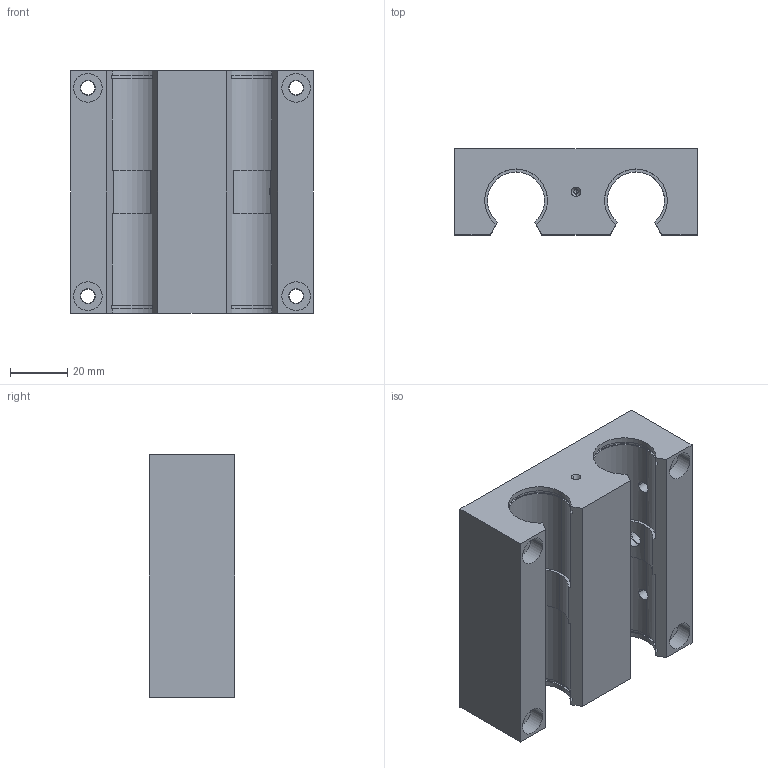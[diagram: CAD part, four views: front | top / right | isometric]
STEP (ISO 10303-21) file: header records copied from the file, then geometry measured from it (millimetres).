
FILE_DESCRIPTION( ( '' ), '1' );
FILE_NAME( 'qag_op_12_2_03.stp', '2008-04-10T04:27:57', ( '' ), ( '' ), ' ', ' ', ' ' );
FILE_SCHEMA( ( 'CONFIG_CONTROL_DESIGN' ) );
Length unit declared in the file: millimetre
Products named in the file (1): 1
Bounding box: 85 x 30 x 85 mm (x, y, z)
Volume: 143292.4 mm3; surface area: 33431.5 mm2
Topology: 1 solids, 1 shells, 134 faces, 350 edges, 225 vertices
Faces by surface type: cylinder 80, plane 34, cone 20
Entity records: 4416 total; most frequent: CARTESIAN_POINT 918, DIRECTION 778, ORIENTED_EDGE 696, EDGE_CURVE 348, AXIS2_PLACEMENT_3D 305, VERTEX_POINT 225, CIRCLE 170, LINE 168
